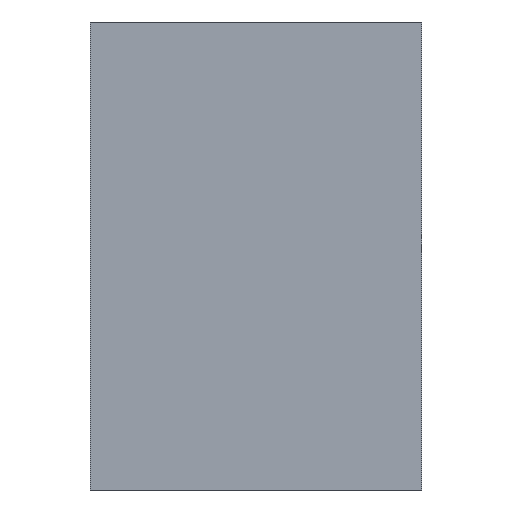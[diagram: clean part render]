
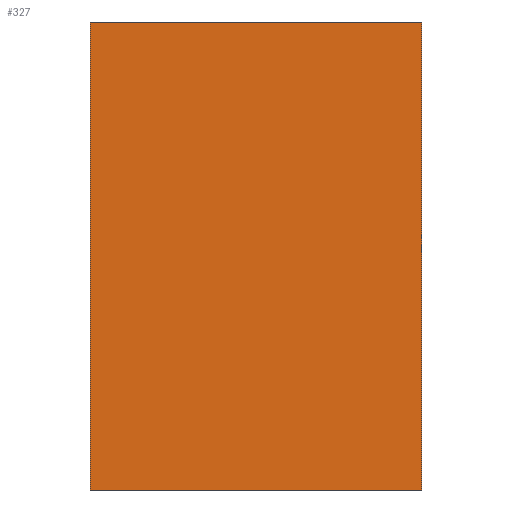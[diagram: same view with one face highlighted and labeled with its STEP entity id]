
A CAD part, left-side view. The second image highlights one B-rep face of the part: STEP entity #327.
In plain terms, the highlighted planar face has unit normal (-1, 0, 0).
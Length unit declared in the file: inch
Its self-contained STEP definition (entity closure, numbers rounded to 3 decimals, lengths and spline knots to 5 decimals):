
#17 = DIRECTION ( 'NONE',  ( 0., 1., 0. ) ) ;
#35 = PLANE ( 'NONE',  #756 ) ;
#41 = VERTEX_POINT ( 'NONE', #1139 ) ;
#50 = CARTESIAN_POINT ( 'NONE',  ( -13.62118, -1.67323, 2.3622 ) ) ;
#67 = EDGE_CURVE ( 'NONE', #826, #727, #803, .T. ) ;
#125 = EDGE_CURVE ( 'NONE', #727, #447, #454, .T. ) ;
#180 = VECTOR ( 'NONE', #990, 39.37008 ) ;
#232 = DIRECTION ( 'NONE',  ( 0., 0., 1. ) ) ;
#293 = LINE ( 'NONE', #375, #654 ) ;
#298 = CARTESIAN_POINT ( 'NONE',  ( -13.62118, -1.67323, 2.3622 ) ) ;
#327 = ADVANCED_FACE ( 'NONE', ( #1043 ), #35, .T. ) ;
#342 = EDGE_CURVE ( 'NONE', #826, #41, #679, .T. ) ;
#367 = VECTOR ( 'NONE', #1203, 39.37008 ) ;
#375 = CARTESIAN_POINT ( 'NONE',  ( -13.62118, -1.67323, -2.3622 ) ) ;
#398 = EDGE_CURVE ( 'NONE', #41, #447, #293, .T. ) ;
#400 = CARTESIAN_POINT ( 'NONE',  ( -13.62118, 1.67323, 2.3622 ) ) ;
#447 = VERTEX_POINT ( 'NONE', #1011 ) ;
#450 = ORIENTED_EDGE ( 'NONE', *, *, #125, .T. ) ;
#454 = LINE ( 'NONE', #400, #180 ) ;
#482 = VECTOR ( 'NONE', #17, 39.37008 ) ;
#654 = VECTOR ( 'NONE', #1108, 39.37008 ) ;
#661 = EDGE_LOOP ( 'NONE', ( #1083, #450, #1191, #845 ) ) ;
#679 = LINE ( 'NONE', #1099, #367 ) ;
#719 = CARTESIAN_POINT ( 'NONE',  ( -13.62118, 0., 0. ) ) ;
#727 = VERTEX_POINT ( 'NONE', #731 ) ;
#731 = CARTESIAN_POINT ( 'NONE',  ( -13.62118, 1.67323, 2.3622 ) ) ;
#756 = AXIS2_PLACEMENT_3D ( 'NONE', #719, #1188, #232 ) ;
#803 = LINE ( 'NONE', #298, #482 ) ;
#826 = VERTEX_POINT ( 'NONE', #50 ) ;
#845 = ORIENTED_EDGE ( 'NONE', *, *, #342, .F. ) ;
#990 = DIRECTION ( 'NONE',  ( 0., 0., -1. ) ) ;
#1011 = CARTESIAN_POINT ( 'NONE',  ( -13.62118, 1.67323, -2.3622 ) ) ;
#1043 = FACE_OUTER_BOUND ( 'NONE', #661, .T. ) ;
#1083 = ORIENTED_EDGE ( 'NONE', *, *, #67, .T. ) ;
#1099 = CARTESIAN_POINT ( 'NONE',  ( -13.62118, -1.67323, 2.3622 ) ) ;
#1108 = DIRECTION ( 'NONE',  ( 0., 1., 0. ) ) ;
#1139 = CARTESIAN_POINT ( 'NONE',  ( -13.62118, -1.67323, -2.3622 ) ) ;
#1188 = DIRECTION ( 'NONE',  ( -1., 0., 0. ) ) ;
#1191 = ORIENTED_EDGE ( 'NONE', *, *, #398, .F. ) ;
#1203 = DIRECTION ( 'NONE',  ( 0., 0., -1. ) ) ;
